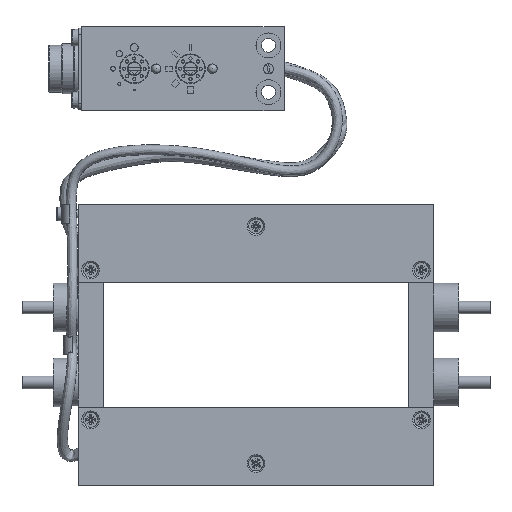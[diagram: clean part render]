
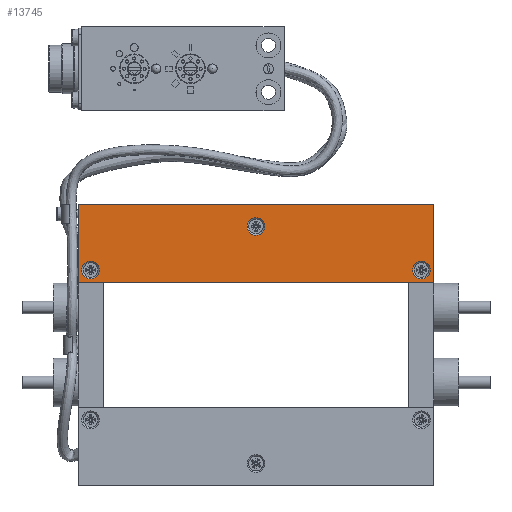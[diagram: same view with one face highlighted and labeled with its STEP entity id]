
A CAD part, front view. The second image highlights one B-rep face of the part: STEP entity #13745.
In plain terms, the highlighted planar face has unit normal (0, -1, 0).
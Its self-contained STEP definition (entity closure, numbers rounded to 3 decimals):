
#318=FACE_BOUND($,#4499,.T.);
#319=FACE_BOUND($,#4500,.T.);
#320=FACE_BOUND($,#4501,.T.);
#927=CIRCLE($,#14844,2.85);
#928=CIRCLE($,#14846,2.85);
#929=CIRCLE($,#14848,2.85);
#1641=LINE($,#22484,#2386);
#1646=LINE($,#22494,#2391);
#1649=LINE($,#22500,#2394);
#1653=LINE($,#22506,#2398);
#2386=VECTOR($,#17026,25.);
#2391=VECTOR($,#17033,114.);
#2394=VECTOR($,#17038,25.);
#2398=VECTOR($,#17044,114.);
#2996=PLANE($,#14853);
#3585=FACE_OUTER_BOUND($,#4498,.T.);
#4498=EDGE_LOOP($,(#9907,#9908,#9909,#9910));
#4499=EDGE_LOOP($,(#9911));
#4500=EDGE_LOOP($,(#9912));
#4501=EDGE_LOOP($,(#9913));
#6111=VERTEX_POINT($,#22473);
#6112=VERTEX_POINT($,#22476);
#6113=VERTEX_POINT($,#22479);
#6114=VERTEX_POINT($,#22482);
#6115=VERTEX_POINT($,#22483);
#6119=VERTEX_POINT($,#22493);
#6121=VERTEX_POINT($,#22499);
#7570=EDGE_CURVE($,#6111,#6111,#927,.T.);
#7571=EDGE_CURVE($,#6112,#6112,#928,.T.);
#7572=EDGE_CURVE($,#6113,#6113,#929,.T.);
#7573=EDGE_CURVE($,#6114,#6115,#1641,.T.);
#7578=EDGE_CURVE($,#6115,#6119,#1646,.T.);
#7581=EDGE_CURVE($,#6119,#6121,#1649,.T.);
#7585=EDGE_CURVE($,#6121,#6114,#1653,.T.);
#9907=ORIENTED_EDGE($,*,*,#7573,.F.);
#9908=ORIENTED_EDGE($,*,*,#7585,.F.);
#9909=ORIENTED_EDGE($,*,*,#7581,.F.);
#9910=ORIENTED_EDGE($,*,*,#7578,.F.);
#9911=ORIENTED_EDGE($,*,*,#7570,.T.);
#9912=ORIENTED_EDGE($,*,*,#7571,.T.);
#9913=ORIENTED_EDGE($,*,*,#7572,.T.);
#13745=ADVANCED_FACE($,(#3585,#318,#319,#320),#2996,.T.);
#14844=AXIS2_PLACEMENT_3D($,#22474,#17014,#17015);
#14846=AXIS2_PLACEMENT_3D($,#22477,#17018,#17019);
#14848=AXIS2_PLACEMENT_3D($,#22480,#17022,#17023);
#14853=AXIS2_PLACEMENT_3D($,#22508,#17046,#17047);
#17014=DIRECTION('center_axis',(0.,1.,0.));
#17015=DIRECTION('ref_axis',(1.,0.,0.));
#17018=DIRECTION('center_axis',(0.,1.,0.));
#17019=DIRECTION('ref_axis',(1.,0.,0.));
#17022=DIRECTION('center_axis',(0.,1.,0.));
#17023=DIRECTION('ref_axis',(1.,0.,0.));
#17026=DIRECTION($,(0.,0.,1.));
#17033=DIRECTION($,(1.,0.,0.));
#17038=DIRECTION($,(0.,0.,-1.));
#17044=DIRECTION($,(-1.,0.,0.));
#17046=DIRECTION('center_axis',(0.,-1.,0.));
#17047=DIRECTION('ref_axis',(1.,0.,0.));
#22473=CARTESIAN_POINT('',(59.85,-1.,8.));
#22474=CARTESIAN_POINT('Origin',(57.,-1.,8.));
#22476=CARTESIAN_POINT('',(112.85,-1.,-6.));
#22477=CARTESIAN_POINT('Origin',(110.,-1.,-6.));
#22479=CARTESIAN_POINT('',(6.85,-1.,-6.));
#22480=CARTESIAN_POINT('Origin',(4.,-1.,-6.));
#22482=CARTESIAN_POINT('',(0.,-1.,-10.));
#22483=CARTESIAN_POINT('',(0.,-1.,15.));
#22484=CARTESIAN_POINT($,(0.,-1.,15.));
#22493=CARTESIAN_POINT('',(114.,-1.,15.));
#22494=CARTESIAN_POINT($,(114.,-1.,15.));
#22499=CARTESIAN_POINT('',(114.,-1.,-10.));
#22500=CARTESIAN_POINT($,(114.,-1.,-10.));
#22506=CARTESIAN_POINT($,(0.,-1.,-10.));
#22508=CARTESIAN_POINT('Origin',(57.,-1.,2.5));
